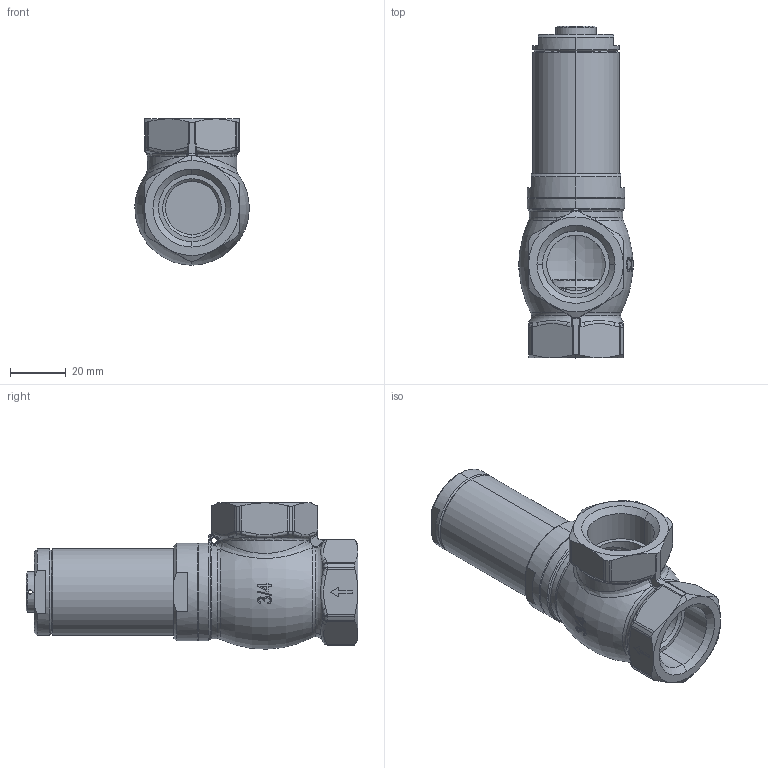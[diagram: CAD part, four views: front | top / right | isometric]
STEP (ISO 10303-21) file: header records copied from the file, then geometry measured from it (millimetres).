
FILE_DESCRIPTION (( 'STEP AP203' ), '1' );
FILE_NAME ('617 3-4 Dummy.STEP', '2010-11-02T07:59:30', ( 'Blankenhorn' ), ( 'Götze' ), 'SwSTEP 2.0', 'SolidWorks 2010', '' );
FILE_SCHEMA (( 'CONFIG_CONTROL_DESIGN' ));
Length unit declared in the file: millimetre
Products named in the file (1): 617 3-4 Dummy
Bounding box: 40.98 x 119 x 52.49 mm (x, y, z)
Volume: 60459.8 mm3; surface area: 33095 mm2
Topology: 4 solids, 4 shells, 574 faces, 1412 edges, 868 vertices
Faces by surface type: plane 157, bspline 155, cylinder 110, cone 82, torus 50, sphere 20
Entity records: 23484 total; most frequent: CARTESIAN_POINT 11024, ORIENTED_EDGE 2820, DIRECTION 2254, EDGE_CURVE 1410, AXIS2_PLACEMENT_3D 915, VERTEX_POINT 868, EDGE_LOOP 612, FACE_OUTER_BOUND 574
